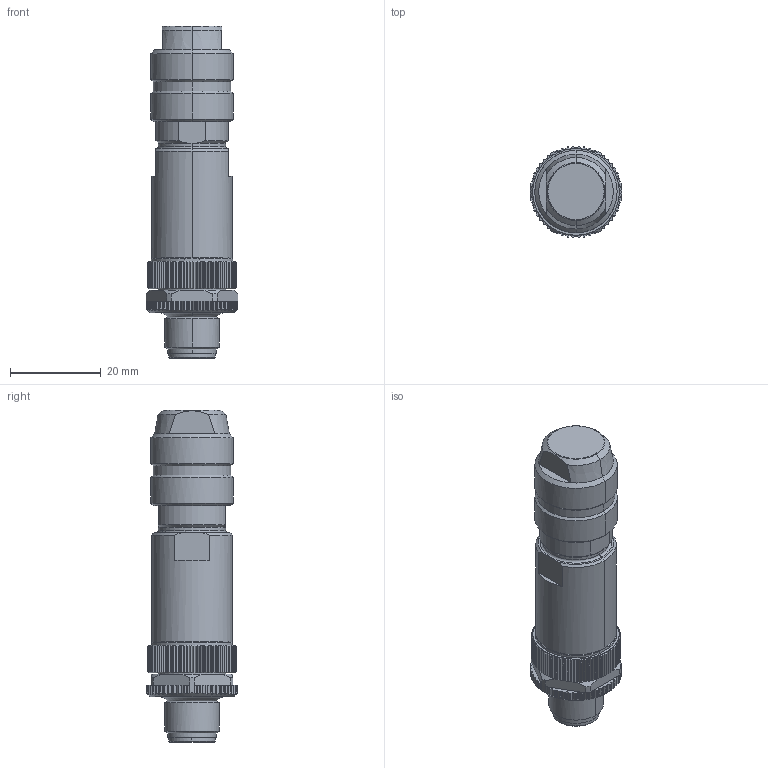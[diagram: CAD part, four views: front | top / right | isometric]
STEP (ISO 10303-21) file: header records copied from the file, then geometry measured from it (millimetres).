
FILE_DESCRIPTION(('CATIA V5 STEP Exchange','CAx-IF Rec.Pracs.--- Model Styling and Organization---1.5--- 2016-08-15','CAx-IF Rec.Pracs.---Supplemental Geometry---1.0---2011-11-01','CAx-IF Rec.Pracs.--- Composite Materials ---1.1---2010-07-15'),'2;1');
FILE_NAME ('D1452161_2', '2025-11-07T07:51:02+00:00', ('none'), ('Weidmueller'), 'CATIA Version 5-6 Release 2024 SP4', 'CATIA V5 STEP AP214 v3', 'none');
FILE_SCHEMA(('AUTOMOTIVE_DESIGN { 1 0 10303 214 1 1 1 1 }'));
Length unit declared in the file: millimetre
Products named in the file (1): 1467840000
Bounding box: 20.2 x 20.16 x 73 mm (x, y, z)
Volume: 15332.9 mm3; surface area: 5888.8 mm2
Topology: 1 solids, 2 shells, 934 faces, 2302 edges, 1384 vertices
Faces by surface type: plane 360, cylinder 322, cone 246, torus 6
Entity records: 29181 total; most frequent: CARTESIAN_POINT 9146, ORIENTED_EDGE 4604, DIRECTION 3249, EDGE_CURVE 2302, AXIS2_PLACEMENT_3D 1469, VERTEX_POINT 1384, EDGE_LOOP 948, ADVANCED_FACE 934
